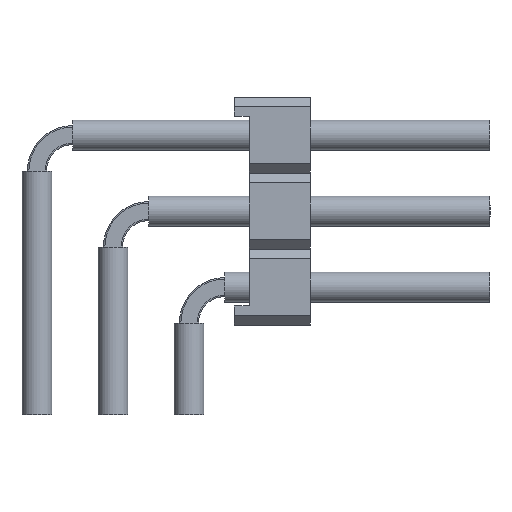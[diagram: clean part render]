
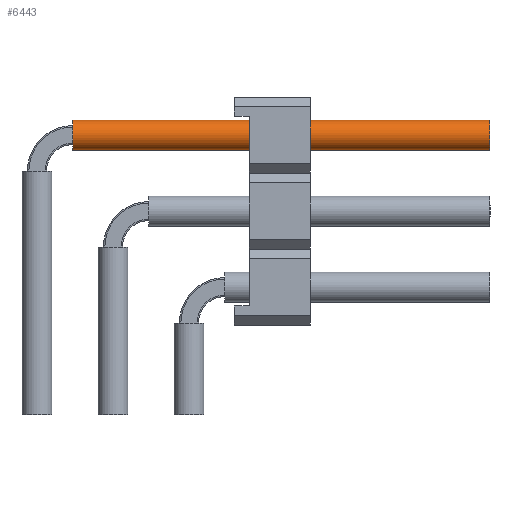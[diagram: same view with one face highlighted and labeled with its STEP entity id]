
A CAD part, left-side view. The second image highlights one B-rep face of the part: STEP entity #6443.
In plain terms, the highlighted cylindrical face has radius 0.5 mm (diameter 1 mm), a full revolution.
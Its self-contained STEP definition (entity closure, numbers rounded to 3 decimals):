
#3360=ORIENTED_EDGE('',*,*,#4360,.F.);
#3361=ORIENTED_EDGE('',*,*,#4361,.T.);
#4360=EDGE_CURVE('',#5000,#5000,#5260,.T.);
#4361=EDGE_CURVE('',#5001,#5001,#5261,.T.);
#5000=VERTEX_POINT('',#10789);
#5001=VERTEX_POINT('',#10791);
#5260=CIRCLE('',#7103,0.5);
#5261=CIRCLE('',#7104,0.5);
#5620=EDGE_LOOP('',(#3360));
#5621=EDGE_LOOP('',(#3361));
#5994=FACE_BOUND('',#5620,.T.);
#5995=FACE_BOUND('',#5621,.T.);
#6137=CYLINDRICAL_SURFACE('',#7102,0.5);
#6443=ADVANCED_FACE('',(#5994,#5995),#6137,.F.);
#7102=AXIS2_PLACEMENT_3D('',#10787,#8866,#8867);
#7103=AXIS2_PLACEMENT_3D('',#10788,#8868,#8869);
#7104=AXIS2_PLACEMENT_3D('',#10790,#8870,#8871);
#8866=DIRECTION('',(1.,0.,0.));
#8867=DIRECTION('',(0.,0.,-1.));
#8868=DIRECTION('',(-1.,0.,0.));
#8869=DIRECTION('',(0.,0.,1.));
#8870=DIRECTION('',(-1.,0.,0.));
#8871=DIRECTION('',(0.,0.,1.));
#10787=CARTESIAN_POINT('',(1.2,0.,9.35));
#10788=CARTESIAN_POINT('',(15.14,0.,9.35));
#10789=CARTESIAN_POINT('',(15.14,0.,9.85));
#10790=CARTESIAN_POINT('',(1.2,0.,9.35));
#10791=CARTESIAN_POINT('',(1.2,0.,9.85));
